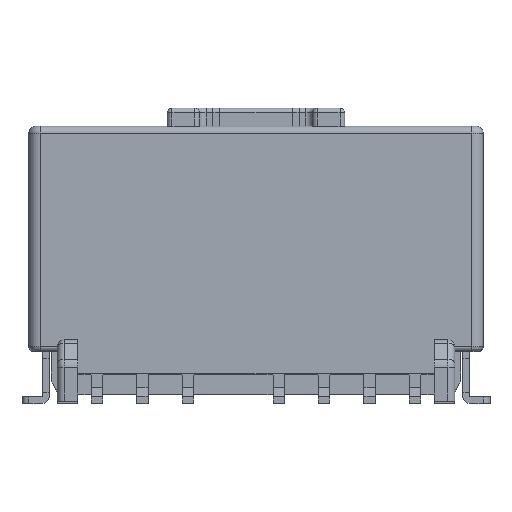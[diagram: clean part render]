
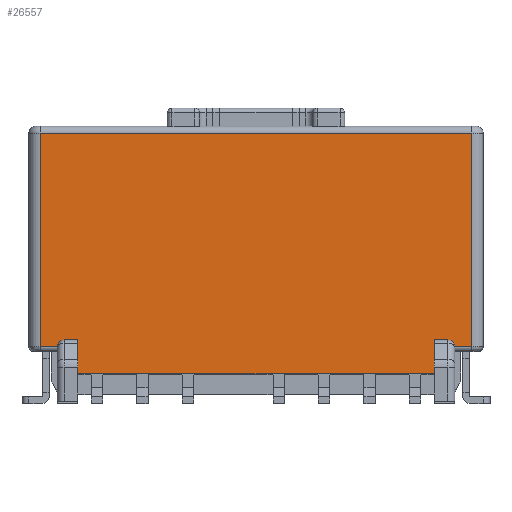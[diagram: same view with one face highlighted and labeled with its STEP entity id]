
A CAD part, top view. The second image highlights one B-rep face of the part: STEP entity #26557.
In plain terms, the highlighted planar face has unit normal (0, 0, 1).
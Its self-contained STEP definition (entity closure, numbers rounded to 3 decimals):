
#138 = CARTESIAN_POINT ( 'NONE',  ( -7.85, 2.8, 2.7 ) ) ;
#179 = CARTESIAN_POINT ( 'NONE',  ( -8.45, 2.8, 2.7 ) ) ;
#857 = CIRCLE ( 'NONE', #32697, 0.3 ) ;
#2237 = LINE ( 'NONE', #5074, #31843 ) ;
#2630 = CARTESIAN_POINT ( 'NONE',  ( 9.05, 2.8, 2.7 ) ) ;
#3100 = ORIENTED_EDGE ( 'NONE', *, *, #8318, .T. ) ;
#3149 = CARTESIAN_POINT ( 'NONE',  ( 7.85, 1.3, 2.7 ) ) ;
#3288 = CARTESIAN_POINT ( 'NONE',  ( 9.5, 2.8, 2.7 ) ) ;
#3312 = EDGE_CURVE ( 'NONE', #13277, #27119, #2237, .T. ) ;
#4191 = EDGE_CURVE ( 'NONE', #26603, #9769, #31245, .T. ) ;
#4219 = CARTESIAN_POINT ( 'NONE',  ( 9.05, 2.5, 2.7 ) ) ;
#4261 = CARTESIAN_POINT ( 'NONE',  ( 9.5, 11.9, 2.7 ) ) ;
#4790 = EDGE_CURVE ( 'NONE', #19483, #13277, #857, .T. ) ;
#4907 = AXIS2_PLACEMENT_3D ( 'NONE', #5012, #18015, #15842 ) ;
#4924 = LINE ( 'NONE', #23584, #9355 ) ;
#5012 = CARTESIAN_POINT ( 'NONE',  ( 9.05, 2.8, 2.7 ) ) ;
#5074 = CARTESIAN_POINT ( 'NONE',  ( 9.05, 2.5, 2.7 ) ) ;
#5208 = ORIENTED_EDGE ( 'NONE', *, *, #4191, .T. ) ;
#5525 = EDGE_CURVE ( 'NONE', #29273, #9769, #4924, .T. ) ;
#6098 = VERTEX_POINT ( 'NONE', #32889 ) ;
#6130 = LINE ( 'NONE', #6663, #25638 ) ;
#6404 = VECTOR ( 'NONE', #15052, 1000. ) ;
#6663 = CARTESIAN_POINT ( 'NONE',  ( -9.05, 1.3, 2.7 ) ) ;
#6905 = VERTEX_POINT ( 'NONE', #4261 ) ;
#6966 = PLANE ( 'NONE',  #4907 ) ;
#7709 = EDGE_CURVE ( 'NONE', #15653, #29273, #6130, .T. ) ;
#8318 = EDGE_CURVE ( 'NONE', #6905, #25108, #30556, .T. ) ;
#9355 = VECTOR ( 'NONE', #29462, 1000. ) ;
#9603 = CARTESIAN_POINT ( 'NONE',  ( 8.45, 2.8, 2.7 ) ) ;
#9769 = VERTEX_POINT ( 'NONE', #138 ) ;
#10972 = DIRECTION ( 'NONE',  ( -1., 0., 0. ) ) ;
#11067 = VECTOR ( 'NONE', #25191, 1000. ) ;
#11421 = ORIENTED_EDGE ( 'NONE', *, *, #21291, .T. ) ;
#12004 = EDGE_CURVE ( 'NONE', #6098, #19483, #24138, .T. ) ;
#12612 = ORIENTED_EDGE ( 'NONE', *, *, #5525, .F. ) ;
#12712 = DIRECTION ( 'NONE',  ( 1., 0., 0. ) ) ;
#13171 = VERTEX_POINT ( 'NONE', #29993 ) ;
#13277 = VERTEX_POINT ( 'NONE', #32100 ) ;
#13604 = CARTESIAN_POINT ( 'NONE',  ( -8.45, 2.5, 2.7 ) ) ;
#13695 = CARTESIAN_POINT ( 'NONE',  ( 9.5, 2.5, 2.7 ) ) ;
#14007 = CARTESIAN_POINT ( 'NONE',  ( 7.85, 1.3, 2.7 ) ) ;
#14802 = ORIENTED_EDGE ( 'NONE', *, *, #22016, .T. ) ;
#15052 = DIRECTION ( 'NONE',  ( 1., 0., 0. ) ) ;
#15338 = ORIENTED_EDGE ( 'NONE', *, *, #7709, .F. ) ;
#15653 = VERTEX_POINT ( 'NONE', #3149 ) ;
#15842 = DIRECTION ( 'NONE',  ( 0., -1., 0. ) ) ;
#16909 = CARTESIAN_POINT ( 'NONE',  ( -8.75, 2.5, 2.7 ) ) ;
#17513 = DIRECTION ( 'NONE',  ( -1., 0., 0. ) ) ;
#18015 = DIRECTION ( 'NONE',  ( 0., 0., 1. ) ) ;
#18202 = VERTEX_POINT ( 'NONE', #16909 ) ;
#19253 = DIRECTION ( 'NONE',  ( 0., 1., 0. ) ) ;
#19483 = VERTEX_POINT ( 'NONE', #9603 ) ;
#20404 = LINE ( 'NONE', #4219, #6404 ) ;
#20707 = ORIENTED_EDGE ( 'NONE', *, *, #4790, .T. ) ;
#21123 = EDGE_CURVE ( 'NONE', #13171, #18202, #20404, .T. ) ;
#21291 = EDGE_CURVE ( 'NONE', #27119, #6905, #24610, .T. ) ;
#21461 = DIRECTION ( 'NONE',  ( 0., 1., 0. ) ) ;
#21538 = CARTESIAN_POINT ( 'NONE',  ( -9.5, 2.8, 2.7 ) ) ;
#21570 = DIRECTION ( 'NONE',  ( 0., 0., -1. ) ) ;
#21842 = VECTOR ( 'NONE', #34833, 1000. ) ;
#22016 = EDGE_CURVE ( 'NONE', #25108, #13171, #24197, .T. ) ;
#23391 = VECTOR ( 'NONE', #10972, 1000. ) ;
#23584 = CARTESIAN_POINT ( 'NONE',  ( -7.85, 1.3, 2.7 ) ) ;
#24138 = LINE ( 'NONE', #2630, #21842 ) ;
#24197 = LINE ( 'NONE', #21538, #33757 ) ;
#24610 = LINE ( 'NONE', #3288, #25186 ) ;
#24799 = CARTESIAN_POINT ( 'NONE',  ( -9.5, 11.9, 2.7 ) ) ;
#25108 = VERTEX_POINT ( 'NONE', #24799 ) ;
#25119 = EDGE_CURVE ( 'NONE', #18202, #26603, #33808, .T. ) ;
#25186 = VECTOR ( 'NONE', #27289, 1000. ) ;
#25191 = DIRECTION ( 'NONE',  ( 0., -1., 0. ) ) ;
#25638 = VECTOR ( 'NONE', #17513, 1000. ) ;
#25723 = EDGE_CURVE ( 'NONE', #6098, #15653, #27868, .T. ) ;
#26226 = EDGE_LOOP ( 'NONE', ( #12612, #15338, #29300, #35109, #20707, #33486, #11421, #3100, #14802, #33519, #26315, #5208 ) ) ;
#26315 = ORIENTED_EDGE ( 'NONE', *, *, #25119, .T. ) ;
#26424 = CARTESIAN_POINT ( 'NONE',  ( -7.85, 1.3, 2.7 ) ) ;
#26557 = ADVANCED_FACE ( 'NONE', ( #28682 ), #6966, .T. ) ;
#26603 = VERTEX_POINT ( 'NONE', #179 ) ;
#27119 = VERTEX_POINT ( 'NONE', #13695 ) ;
#27289 = DIRECTION ( 'NONE',  ( 0., 1., 0. ) ) ;
#27868 = LINE ( 'NONE', #14007, #11067 ) ;
#28031 = CARTESIAN_POINT ( 'NONE',  ( 9.05, 2.8, 2.7 ) ) ;
#28682 = FACE_OUTER_BOUND ( 'NONE', #26226, .T. ) ;
#29273 = VERTEX_POINT ( 'NONE', #26424 ) ;
#29300 = ORIENTED_EDGE ( 'NONE', *, *, #25723, .F. ) ;
#29462 = DIRECTION ( 'NONE',  ( 0., 1., 0. ) ) ;
#29993 = CARTESIAN_POINT ( 'NONE',  ( -9.5, 2.5, 2.7 ) ) ;
#30258 = CARTESIAN_POINT ( 'NONE',  ( 8.45, 2.5, 2.7 ) ) ;
#30320 = DIRECTION ( 'NONE',  ( 0., 0., -1. ) ) ;
#30556 = LINE ( 'NONE', #33414, #23391 ) ;
#30687 = VECTOR ( 'NONE', #33568, 1000. ) ;
#31245 = LINE ( 'NONE', #28031, #30687 ) ;
#31843 = VECTOR ( 'NONE', #12712, 1000. ) ;
#32100 = CARTESIAN_POINT ( 'NONE',  ( 8.75, 2.5, 2.7 ) ) ;
#32382 = DIRECTION ( 'NONE',  ( 0., -1., 0. ) ) ;
#32697 = AXIS2_PLACEMENT_3D ( 'NONE', #30258, #21570, #19253 ) ;
#32889 = CARTESIAN_POINT ( 'NONE',  ( 7.85, 2.8, 2.7 ) ) ;
#33414 = CARTESIAN_POINT ( 'NONE',  ( 9.05, 11.9, 2.7 ) ) ;
#33486 = ORIENTED_EDGE ( 'NONE', *, *, #3312, .T. ) ;
#33519 = ORIENTED_EDGE ( 'NONE', *, *, #21123, .T. ) ;
#33568 = DIRECTION ( 'NONE',  ( 1., 0., 0. ) ) ;
#33757 = VECTOR ( 'NONE', #32382, 1000. ) ;
#33808 = CIRCLE ( 'NONE', #34958, 0.3 ) ;
#34833 = DIRECTION ( 'NONE',  ( 1., 0., 0. ) ) ;
#34958 = AXIS2_PLACEMENT_3D ( 'NONE', #13604, #30320, #21461 ) ;
#35109 = ORIENTED_EDGE ( 'NONE', *, *, #12004, .T. ) ;
